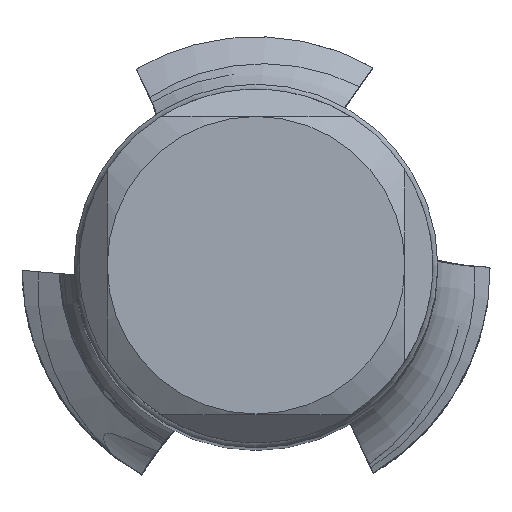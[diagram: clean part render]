
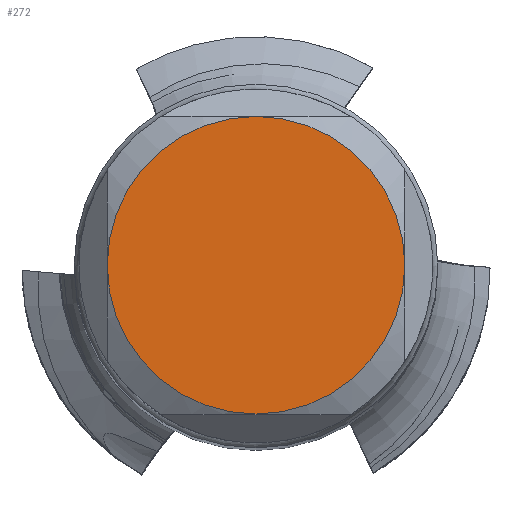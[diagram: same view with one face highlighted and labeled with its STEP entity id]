
A CAD part, top view. The second image highlights one B-rep face of the part: STEP entity #272.
In plain terms, the highlighted planar face has unit normal (0, 0, 1).
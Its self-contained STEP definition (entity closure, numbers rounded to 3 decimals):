
#272=ADVANCED_FACE('NONE',(#513),#475,.T.);
#475=PLANE('',#4024);
#513=FACE_OUTER_BOUND('',#731,.T.);
#731=EDGE_LOOP('',(#1226,#1227,#1228,#1229));
#1226=ORIENTED_EDGE('',*,*,#2874,.F.);
#1227=ORIENTED_EDGE('',*,*,#2875,.F.);
#1228=ORIENTED_EDGE('',*,*,#2876,.F.);
#1229=ORIENTED_EDGE('',*,*,#2877,.F.);
#2427=VERTEX_POINT('',#5366);
#2432=VERTEX_POINT('',#5385);
#2437=VERTEX_POINT('',#5404);
#2442=VERTEX_POINT('',#5423);
#2874=EDGE_CURVE('NONE',#2442,#2437,#3433,.T.);
#2875=EDGE_CURVE('NONE',#2427,#2442,#3434,.T.);
#2876=EDGE_CURVE('NONE',#2432,#2427,#3435,.T.);
#2877=EDGE_CURVE('NONE',#2437,#2432,#3436,.T.);
#3433=CIRCLE('',#4020,4.5);
#3434=CIRCLE('',#4021,4.5);
#3435=CIRCLE('',#4022,4.5);
#3436=CIRCLE('',#4023,4.5);
#4020=AXIS2_PLACEMENT_3D('',#5431,#4411,#4412);
#4021=AXIS2_PLACEMENT_3D('',#5432,#4413,#4414);
#4022=AXIS2_PLACEMENT_3D('',#5433,#4415,#4416);
#4023=AXIS2_PLACEMENT_3D('',#5434,#4417,#4418);
#4024=AXIS2_PLACEMENT_3D('',#5435,#4419,#4420);
#4411=DIRECTION('',(0.,0.,-1.));
#4412=DIRECTION('',(-1.,0.,0.));
#4413=DIRECTION('',(0.,0.,-1.));
#4414=DIRECTION('',(-1.,0.,0.));
#4415=DIRECTION('',(0.,0.,-1.));
#4416=DIRECTION('',(-1.,0.,0.));
#4417=DIRECTION('',(0.,0.,-1.));
#4418=DIRECTION('',(-1.,0.,0.));
#4419=DIRECTION('',(0.,0.,1.));
#4420=DIRECTION('',(1.,0.,0.));
#5366=CARTESIAN_POINT('',(-4.5,0.,0.));
#5385=CARTESIAN_POINT('',(0.,-4.5,0.));
#5404=CARTESIAN_POINT('',(4.5,0.,0.));
#5423=CARTESIAN_POINT('',(0.,4.5,0.));
#5431=CARTESIAN_POINT('',(0.,0.,0.));
#5432=CARTESIAN_POINT('',(0.,0.,0.));
#5433=CARTESIAN_POINT('',(0.,0.,0.));
#5434=CARTESIAN_POINT('',(0.,0.,0.));
#5435=CARTESIAN_POINT('',(0.,0.,0.));
